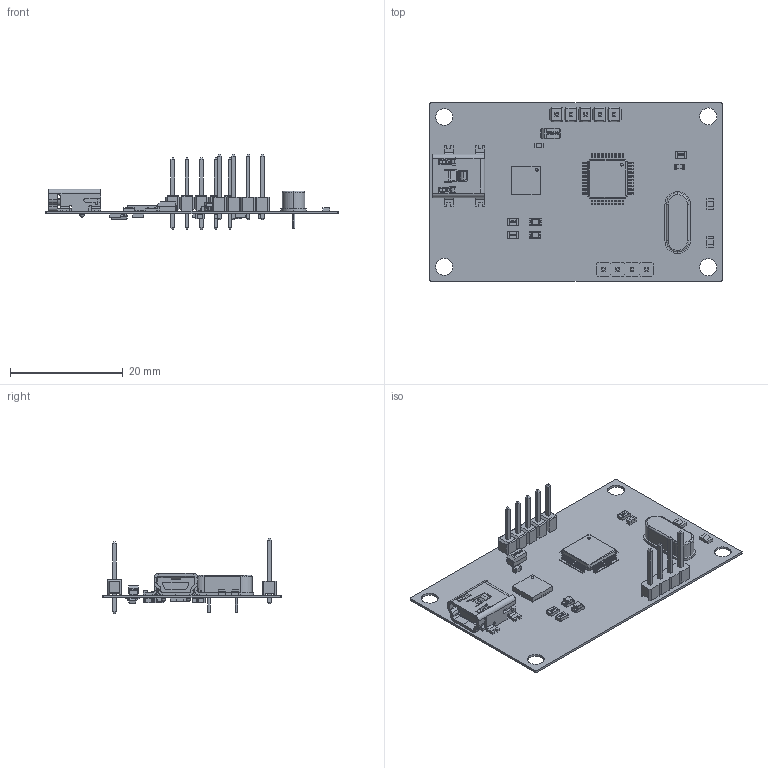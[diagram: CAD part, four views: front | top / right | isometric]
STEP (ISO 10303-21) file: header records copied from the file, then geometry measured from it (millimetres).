
FILE_DESCRIPTION(('Open CASCADE Model'),'2;1');
FILE_NAME('Open CASCADE Shape Model','2021-05-16T18:38:09',('Author'),( 'Open CASCADE'),'Open CASCADE STEP processor 6.8','Open CASCADE 6.8' ,'Unknown');
FILE_SCHEMA(('AUTOMOTIVE_DESIGN { 1 0 10303 214 1 1 1 1 }'));
Length unit declared in the file: millimetre
Products named in the file (52): PCB; Board; Open CASCADE STEP translator 6.8 1.1.1; R7; User_Library-SMD_RESISTOR-10805; R6; R5; R4; R3; R2; R1; C2; CAP_TANT_3216-18; ZQ1; User_Library-HC49S-1; Fusion; Fillet; Fillet002; X3; Pin_Header_1x5_TH_Pitch_2.54mm; Open CASCADE STEP translator 6.8 1.11.1.1; Open CASCADE STEP translator 6.8 1.11.1.2; Open CASCADE STEP translator 6.8 1.11.1.3; X2; User_Library-USB_mini_B; X1; Header_1x4; VD2; User_Library-User_Library-led_0805_GRE; VD1; User_Library-User_Library-led_0805_R; DD2; PT0048A; BODY_VBH48A; LEAD_VBH48A; DD1; User_Library-QFN28-0_5; DA1; User_Library-sot143; C10 ...
Assembly tree (111 placements, depth 4):
  PCB
    Board
      Open CASCADE STEP translator 6.8 1.1.1
    R7
      User_Library-SMD_RESISTOR-10805
    R6
      User_Library-SMD_RESISTOR-10805
    R5
      User_Library-SMD_RESISTOR-10805
    R4
      User_Library-SMD_RESISTOR-10805
    R3
      User_Library-SMD_RESISTOR-10805
    R2
      User_Library-SMD_RESISTOR-10805
    R1
      User_Library-SMD_RESISTOR-10805
    C2
      CAP_TANT_3216-18
    ZQ1
      User_Library-HC49S-1
        Fusion
        Fillet
        Fillet002
    X3
      Pin_Header_1x5_TH_Pitch_2.54mm
        Open CASCADE STEP translator 6.8 1.11.1.1
        Open CASCADE STEP translator 6.8 1.11.1.2
        Open CASCADE STEP translator 6.8 1.11.1.3
    X2
      User_Library-USB_mini_B
    X1
      Header_1x4
    VD2
      User_Library-User_Library-led_0805_GRE
    VD1
      User_Library-User_Library-led_0805_R
    DD2
      PT0048A
        BODY_VBH48A
        LEAD_VBH48A  x48
    DD1
      User_Library-QFN28-0_5
        Fusion
        Fillet
    DA1
      User_Library-sot143
    C10
      User_Library-SMD_CAPACITOR0603
    C9
      User_Library-SMD_CAPACITOR0603
    C8
      User_Library-SMD_CAPACITOR0603
    C7
      User_Library-SMD_CAPACITOR0603
    C6
      User_Library-SMD_CAPACITOR0603
    C5
      User_Library-SMD_CAPACITOR0603
    C4
Bounding box: 51.7 x 31.6 x 13.3 mm (x, y, z)
Volume: 1212.9 mm3; surface area: 5247 mm2
Topology: 134 solids, 139 shells, 3124 faces, 7729 edges, 4897 vertices
Faces by surface type: plane 1987, cylinder 615, bspline 424, sphere 98
Full cylindrical faces by diameter (mm): 0.8 x2, 1 x11, 3 x4
Entity records: 58195 total; most frequent: CARTESIAN_POINT 15939, ORIENTED_EDGE 7664, DIRECTION 6694, EDGE_CURVE 3848, LINE 2426, VECTOR 2426, VERTEX_POINT 2416, AXIS2_PLACEMENT_3D 2134
